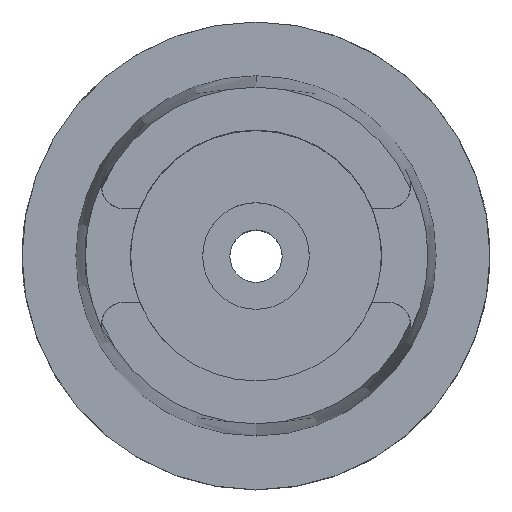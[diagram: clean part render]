
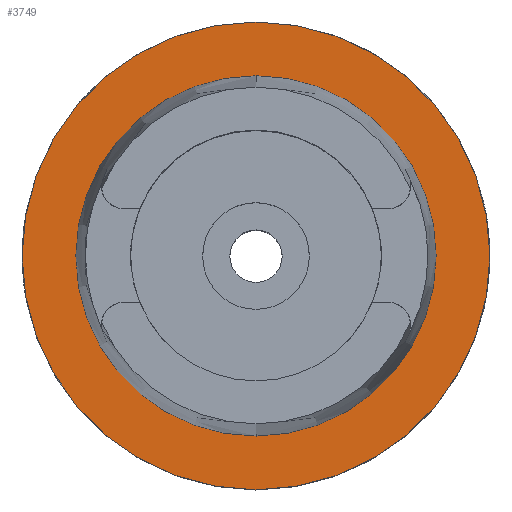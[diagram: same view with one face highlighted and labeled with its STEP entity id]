
A CAD part, top view. The second image highlights one B-rep face of the part: STEP entity #3749.
In plain terms, the highlighted planar face has unit normal (0, 0, 1).
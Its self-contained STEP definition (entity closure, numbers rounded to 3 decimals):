
#1708=CARTESIAN_POINT('',(0.,0.,0.));
#1709=DIRECTION('',(0.,0.,-1.));
#1710=DIRECTION('',(0.,-1.,0.));
#1711=AXIS2_PLACEMENT_3D('',#1708,#1709,#1710);
#1716=CARTESIAN_POINT('',(0.,0.,0.));
#1717=DIRECTION('',(0.,0.,-1.));
#1718=DIRECTION('',(0.,1.,0.));
#1719=AXIS2_PLACEMENT_3D('',#1716,#1717,#1718);
#1724=CARTESIAN_POINT('',(0.,0.,0.));
#1725=DIRECTION('',(0.,0.,1.));
#1726=DIRECTION('',(0.,-1.,0.));
#1727=AXIS2_PLACEMENT_3D('',#1724,#1725,#1726);
#1732=CARTESIAN_POINT('',(0.,0.,0.));
#1733=DIRECTION('',(0.,0.,1.));
#1734=DIRECTION('',(0.,1.,0.));
#1735=AXIS2_PLACEMENT_3D('',#1732,#1733,#1734);
#2152=CARTESIAN_POINT('',(0.,-48.134,0.));
#2153=VERTEX_POINT('',#2152);
#2154=CARTESIAN_POINT('',(0.,48.134,0.));
#2155=VERTEX_POINT('',#2154);
#2398=CARTESIAN_POINT('',(0.,62.5,0.));
#2399=VERTEX_POINT('',#2398);
#2400=CARTESIAN_POINT('',(0.,-62.5,0.));
#2401=VERTEX_POINT('',#2400);
#3736=CARTESIAN_POINT('',(0.,0.,0.));
#3737=DIRECTION('',(0.,0.,-1.));
#3738=DIRECTION('',(0.,-1.,0.));
#3739=AXIS2_PLACEMENT_3D('',#3736,#3737,#3738);
#3740=PLANE('',#3739);
#3741=ORIENTED_EDGE('',*,*,#3495,.T.);
#3742=ORIENTED_EDGE('',*,*,#3613,.T.);
#3743=EDGE_LOOP('',(#3741,#3742));
#3744=FACE_OUTER_BOUND('',#3743,.F.);
#3745=ORIENTED_EDGE('',*,*,#2620,.T.);
#3746=ORIENTED_EDGE('',*,*,#2584,.T.);
#3747=EDGE_LOOP('',(#3745,#3746));
#3748=FACE_BOUND('',#3747,.F.);
#1712=CIRCLE('',#1711,62.5);
#1720=CIRCLE('',#1719,62.5);
#1728=CIRCLE('',#1727,48.134);
#1736=CIRCLE('',#1735,48.134);
#2584=EDGE_CURVE('',#2155,#2153,#1736,.T.);
#2620=EDGE_CURVE('',#2153,#2155,#1728,.T.);
#3495=EDGE_CURVE('',#2401,#2399,#1712,.T.);
#3613=EDGE_CURVE('',#2399,#2401,#1720,.T.);
#3749=ADVANCED_FACE('',(#3744,#3748),#3740,.F.);
